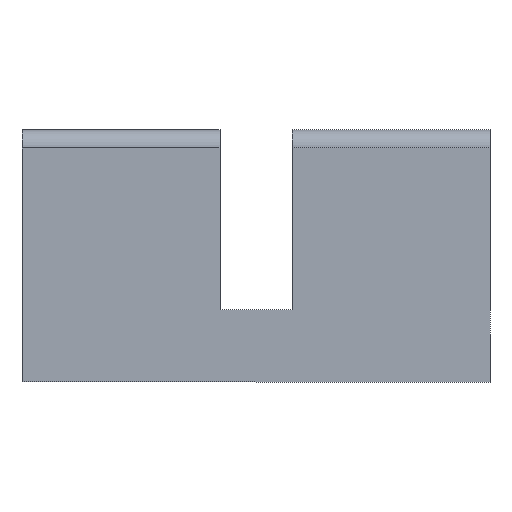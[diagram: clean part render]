
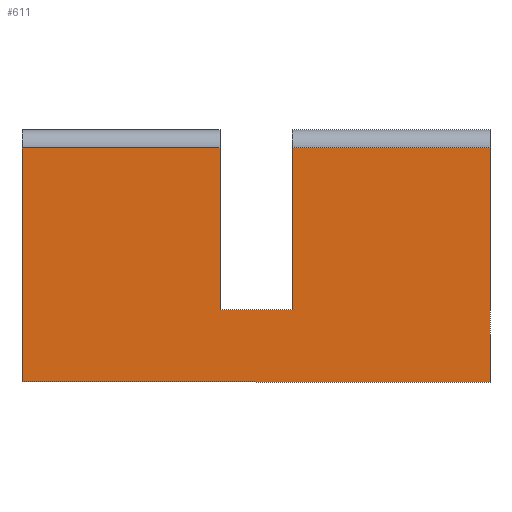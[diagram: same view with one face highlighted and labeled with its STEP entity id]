
A CAD part, left-side view. The second image highlights one B-rep face of the part: STEP entity #611.
In plain terms, the highlighted planar face has unit normal (-1, 0, 0).
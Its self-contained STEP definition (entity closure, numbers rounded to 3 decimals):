
#66 = VERTEX_POINT('',#67);
#67 = CARTESIAN_POINT('',(0.,0.,0.));
#73 = EDGE_CURVE('',#66,#74,#76,.T.);
#74 = VERTEX_POINT('',#75);
#75 = CARTESIAN_POINT('',(0.,0.,3.25)
  );
#76 = LINE('',#77,#78);
#77 = CARTESIAN_POINT('',(0.,0.,0.));
#78 = VECTOR('',#79,1.);
#79 = DIRECTION('',(0.,0.,1.));
#567 = EDGE_CURVE('',#66,#568,#570,.T.);
#568 = VERTEX_POINT('',#569);
#569 = CARTESIAN_POINT('',(0.,-6.5,0.));
#570 = LINE('',#571,#572);
#571 = CARTESIAN_POINT('',(0.,0.,0.));
#572 = VECTOR('',#573,1.);
#573 = DIRECTION('',(0.,-1.,0.));
#611 = ADVANCED_FACE('',(#612),#662,.T.);
#612 = FACE_BOUND('',#613,.T.);
#613 = EDGE_LOOP('',(#614,#622,#623,#624,#632,#640,#648,#656));
#614 = ORIENTED_EDGE('',*,*,#615,.F.);
#615 = EDGE_CURVE('',#74,#616,#618,.T.);
#616 = VERTEX_POINT('',#617);
#617 = CARTESIAN_POINT('',(0.,-2.75,3.25));
#618 = LINE('',#619,#620);
#619 = CARTESIAN_POINT('',(0.,0.,3.25)
  );
#620 = VECTOR('',#621,1.);
#621 = DIRECTION('',(0.,-1.,0.));
#622 = ORIENTED_EDGE('',*,*,#73,.F.);
#623 = ORIENTED_EDGE('',*,*,#567,.T.);
#624 = ORIENTED_EDGE('',*,*,#625,.T.);
#625 = EDGE_CURVE('',#568,#626,#628,.T.);
#626 = VERTEX_POINT('',#627);
#627 = CARTESIAN_POINT('',(0.,-6.5,3.25));
#628 = LINE('',#629,#630);
#629 = CARTESIAN_POINT('',(0.,-6.5,0.));
#630 = VECTOR('',#631,1.);
#631 = DIRECTION('',(0.,0.,1.));
#632 = ORIENTED_EDGE('',*,*,#633,.F.);
#633 = EDGE_CURVE('',#634,#626,#636,.T.);
#634 = VERTEX_POINT('',#635);
#635 = CARTESIAN_POINT('',(0.,-3.75,3.25));
#636 = LINE('',#637,#638);
#637 = CARTESIAN_POINT('',(0.,0.,3.25)
  );
#638 = VECTOR('',#639,1.);
#639 = DIRECTION('',(0.,-1.,0.));
#640 = ORIENTED_EDGE('',*,*,#641,.F.);
#641 = EDGE_CURVE('',#642,#634,#644,.T.);
#642 = VERTEX_POINT('',#643);
#643 = CARTESIAN_POINT('',(0.,-3.75,1.));
#644 = LINE('',#645,#646);
#645 = CARTESIAN_POINT('',(0.,-3.75,1.));
#646 = VECTOR('',#647,1.);
#647 = DIRECTION('',(0.,0.,1.));
#648 = ORIENTED_EDGE('',*,*,#649,.T.);
#649 = EDGE_CURVE('',#642,#650,#652,.T.);
#650 = VERTEX_POINT('',#651);
#651 = CARTESIAN_POINT('',(0.,-2.75,1.));
#652 = LINE('',#653,#654);
#653 = CARTESIAN_POINT('',(0.,-3.75,1.));
#654 = VECTOR('',#655,1.);
#655 = DIRECTION('',(0.,1.,0.));
#656 = ORIENTED_EDGE('',*,*,#657,.T.);
#657 = EDGE_CURVE('',#650,#616,#658,.T.);
#658 = LINE('',#659,#660);
#659 = CARTESIAN_POINT('',(0.,-2.75,1.));
#660 = VECTOR('',#661,1.);
#661 = DIRECTION('',(0.,0.,1.));
#662 = PLANE('',#663);
#663 = AXIS2_PLACEMENT_3D('',#664,#665,#666);
#664 = CARTESIAN_POINT('',(0.,0.,0.));
#665 = DIRECTION('',(-1.,0.,0.));
#666 = DIRECTION('',(0.,0.,1.));
